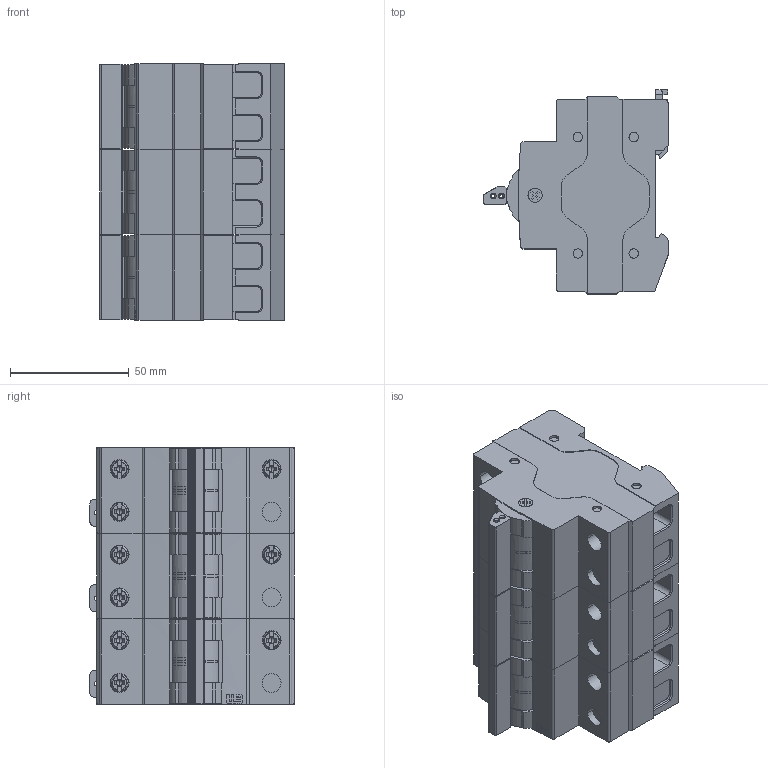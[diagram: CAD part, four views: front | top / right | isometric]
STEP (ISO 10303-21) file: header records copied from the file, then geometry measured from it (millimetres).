
FILE_DESCRIPTION((''),'2;1');
FILE_NAME('002421416_SSQ_163_ASM','2024-08-07T12:44:17',('klemen.sitar'),('Audax d.o.o.'),'CREO PARAMETRIC BY PTC INC, 2021304','CREO PARAMETRIC BY PTC INC, 2021304','');
FILE_SCHEMA(('AP242_MANAGED_MODEL_BASED_3D_ENGINEERING_MIM_LF { 1 0 10303 442 1 1 4 }'));
Length unit declared in the file: millimetre
Products named in the file (31): SSQ_1P_63_125_A_1_1; PRT0002_1; TYPE_1___FI-7_70MM_1; ADS_1_1; ADS_1_2; ADS_1_ASM; SSQ_1P_63_125_A_1_1_1; PART1_1_3_1_1_1; PART1_1_3_1_1_2; PART1_1_3_1_1_3; PART1_1_3_1_1_ASM; SSQ_1P_63_125_A_1_1_1_1; PRT0002_1_1; TYPE_1___FI-7_70MM_1_1; ADS_1_1_1; ADS_1_2_1; ADS_1_ASM_1_ASM; SSQ_1P_63_125_A_1_1_1_1_1; 002421416_SSQ_163_ASM_1_ASM; ASM0001_ASM; SSQ_1P_63_125_A_1_1_1_1_1_1; PRT0002_1_1_1; TYPE_1___FI-7_70MM_1_1_1; ADS_1_1_1_1; ADS_1_2_1_1; ADS_1_ASM_1_ASM_1_ASM; SSQ_1P_63_125_A_1_1_1_1_1_1_1; 002421416_SSQ_163_ASM_1_ASM_1_ASM; ASM0001_ASM_1_ASM; NOLGOOGMOAS_ASM; 002421416_SSQ_163_ASM
Assembly tree (36 placements, depth 6):
  002421416_SSQ_163_ASM
    SSQ_1P_63_125_A_1_1
    PRT0002_1
    TYPE_1___FI-7_70MM_1  x3
    ADS_1_ASM
      ADS_1_1
      ADS_1_2
    SSQ_1P_63_125_A_1_1_1
    PART1_1_3_1_1_ASM
      PART1_1_3_1_1_1
      PART1_1_3_1_1_2
      PART1_1_3_1_1_3
    ASM0001_ASM
      002421416_SSQ_163_ASM_1_ASM
        SSQ_1P_63_125_A_1_1_1_1
        PRT0002_1_1
        TYPE_1___FI-7_70MM_1_1  x3
        ADS_1_ASM_1_ASM
          ADS_1_1_1
          ADS_1_2_1
        SSQ_1P_63_125_A_1_1_1_1_1
    NOLGOOGMOAS_ASM
      ASM0001_ASM_1_ASM
        002421416_SSQ_163_ASM_1_ASM_1_ASM
          SSQ_1P_63_125_A_1_1_1_1_1_1
          PRT0002_1_1_1
          TYPE_1___FI-7_70MM_1_1_1  x3
          ADS_1_ASM_1_ASM_1_ASM
            ADS_1_1_1_1
            ADS_1_2_1_1
          SSQ_1P_63_125_A_1_1_1_1_1_1_1
Bounding box: 77.55 x 86 x 108 mm (x, y, z)
Volume: 453177.2 mm3; surface area: 88347.2 mm2
Topology: 24 solids, 39 shells, 1570 faces, 4230 edges, 2789 vertices
Faces by surface type: plane 971, cylinder 407, cone 120, bspline 36, sphere 18, torus 18
Entity records: 59003 total; most frequent: CARTESIAN_POINT 9492, DIRECTION 7162, ORIENTED_EDGE 6968, EDGE_CURVE 3484, PRESENTATION_STYLE_ASSIGNMENT 2524, VECTOR 2424, LINE 2424, AXIS2_PLACEMENT_3D 2369
